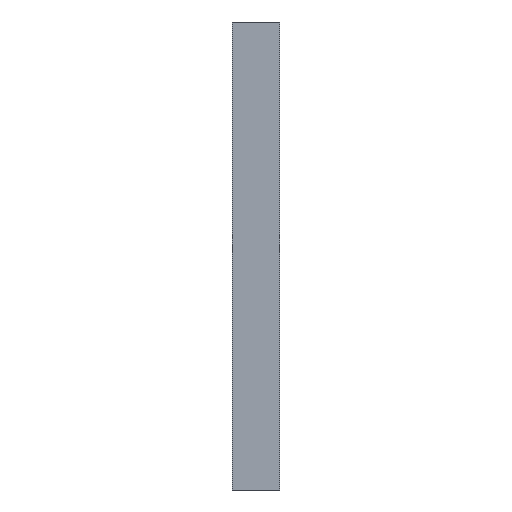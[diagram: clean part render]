
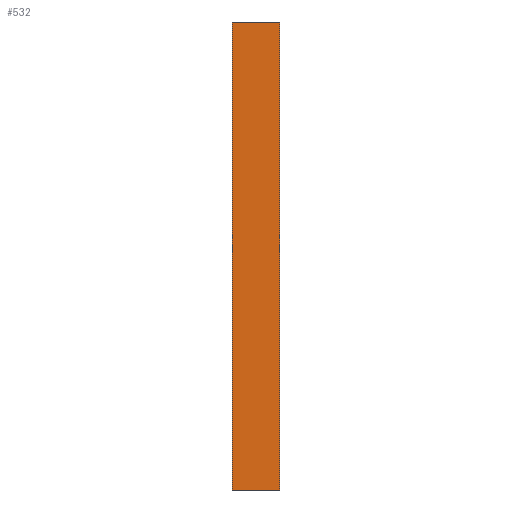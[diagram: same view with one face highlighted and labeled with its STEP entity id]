
A CAD part, left-side view. The second image highlights one B-rep face of the part: STEP entity #532.
In plain terms, the highlighted planar face has unit normal (-1, 0, 0).
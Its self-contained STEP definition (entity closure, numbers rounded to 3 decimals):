
#255=CARTESIAN_POINT('',(-13.5,-21.85,-247.));
#256=VERTEX_POINT('',#255);
#263=CARTESIAN_POINT('',(-13.5,28.15,-247.));
#264=VERTEX_POINT('',#263);
#265=CARTESIAN_POINT('',(-13.5,28.15,-247.));
#266=DIRECTION('',(0.0,-1.0,0.0));
#267=VECTOR('',#266,50.0);
#268=LINE('',#265,#267);
#269=EDGE_CURVE('',#264,#256,#268,.T.);
#502=CARTESIAN_POINT('',(-13.5,-21.85,0.0));
#503=DIRECTION('',(-1.0,0.0,0.0));
#504=DIRECTION('',(0.0,0.0,1.0));
#505=AXIS2_PLACEMENT_3D('',#502,#503,#504);
#506=PLANE('',#505);
#507=CARTESIAN_POINT('',(-13.5,-21.85,247.));
#508=VERTEX_POINT('',#507);
#509=CARTESIAN_POINT('',(-13.5,28.15,247.));
#510=VERTEX_POINT('',#509);
#511=CARTESIAN_POINT('',(-13.5,-21.85,247.));
#512=DIRECTION('',(0.0,1.0,0.0));
#513=VECTOR('',#512,50.0);
#514=LINE('',#511,#513);
#515=EDGE_CURVE('',#508,#510,#514,.T.);
#516=ORIENTED_EDGE('',*,*,#515,.T.);
#517=CARTESIAN_POINT('',(-13.5,28.15,247.));
#518=DIRECTION('',(0.0,0.0,-1.0));
#519=VECTOR('',#518,494.);
#520=LINE('',#517,#519);
#521=EDGE_CURVE('',#510,#264,#520,.T.);
#522=ORIENTED_EDGE('',*,*,#521,.T.);
#523=ORIENTED_EDGE('',*,*,#269,.T.);
#524=CARTESIAN_POINT('',(-13.5,-21.85,247.));
#525=DIRECTION('',(0.0,0.0,-1.0));
#526=VECTOR('',#525,494.);
#527=LINE('',#524,#526);
#528=EDGE_CURVE('',#508,#256,#527,.T.);
#529=ORIENTED_EDGE('',*,*,#528,.F.);
#530=EDGE_LOOP('',(#516,#522,#523,#529));
#531=FACE_OUTER_BOUND('',#530,.T.);
#532=ADVANCED_FACE('',(#531),#506,.T.);
